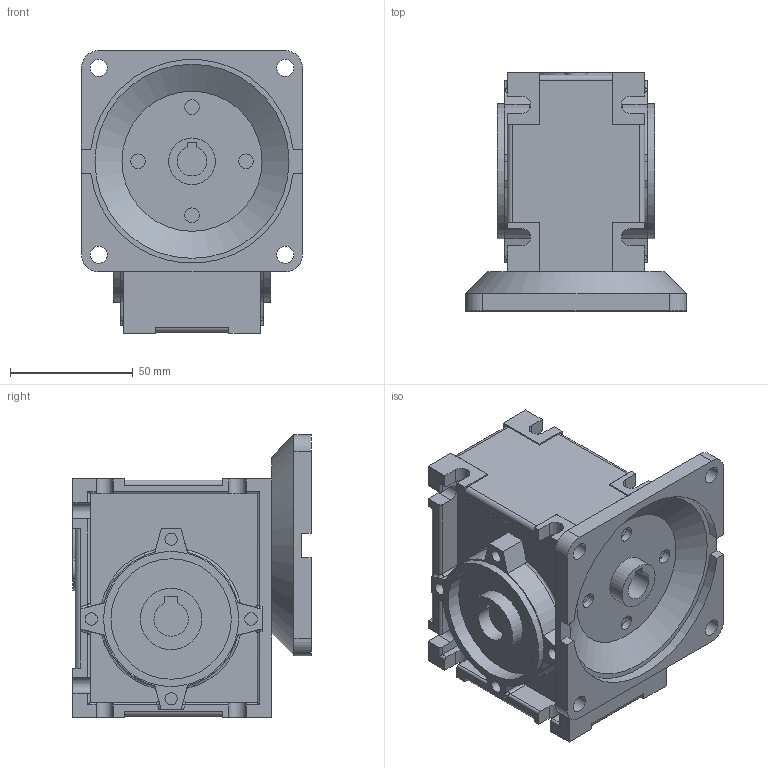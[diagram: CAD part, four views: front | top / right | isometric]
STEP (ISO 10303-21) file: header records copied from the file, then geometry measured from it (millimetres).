
FILE_DESCRIPTION((''),'2;1');
FILE_NAME('NMRV030.stp','2014-11-28T15:43:41',('AHN'),(''),'Autodesk Inventor 2012','Autodesk Inventor 2012','');
FILE_SCHEMA(('CONFIG_CONTROL_DESIGN'));
Length unit declared in the file: millimetre
Products named in the file (1): NMRV030
Bounding box: 90 x 97 x 115 mm (x, y, z)
Volume: 422422.2 mm3; surface area: 65797.1 mm2
Topology: 1 solids, 1 shells, 337 faces, 855 edges, 547 vertices
Faces by surface type: plane 187, cylinder 124, bspline 16, torus 8, cone 2
Full cylindrical faces by diameter (mm): 5 x11, 6 x4, 7 x4, 19 x1, 25 x2, 33 x1, 49 x2, 55 x2, 57 x1
Entity records: 10546 total; most frequent: CARTESIAN_POINT 2358, DIRECTION 1716, ORIENTED_EDGE 1648, EDGE_CURVE 824, AXIS2_PLACEMENT_3D 594, VERTEX_POINT 546, VECTOR 528, LINE 528
